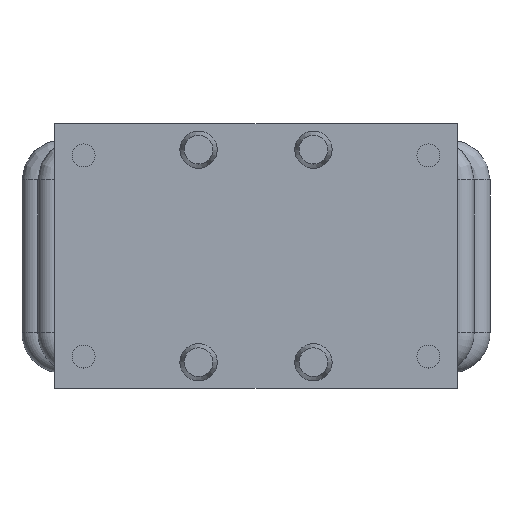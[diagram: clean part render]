
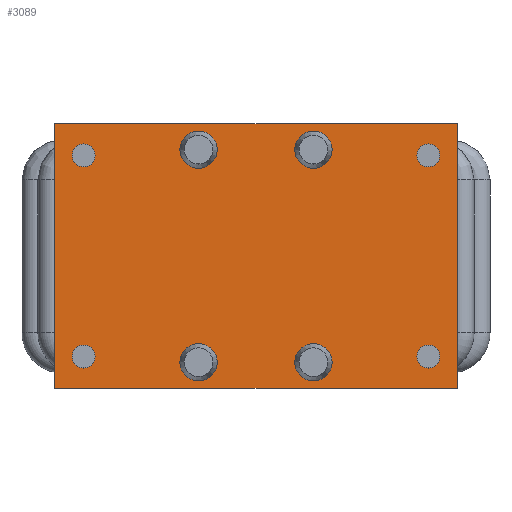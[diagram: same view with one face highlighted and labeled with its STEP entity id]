
A CAD part, top view. The second image highlights one B-rep face of the part: STEP entity #3089.
In plain terms, the highlighted planar face has unit normal (0, 0, 1).
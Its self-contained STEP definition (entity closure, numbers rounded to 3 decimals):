
#317=CIRCLE('',#4518,1.3);
#319=CIRCLE('',#4521,1.3);
#321=CIRCLE('',#4524,1.3);
#322=CIRCLE('',#4525,1.3);
#323=CIRCLE('',#4526,1.);
#324=CIRCLE('',#4527,1.);
#325=CIRCLE('',#4528,1.);
#326=CIRCLE('',#4529,1.);
#564=ORIENTED_EDGE('',*,*,#1300,.F.);
#565=ORIENTED_EDGE('',*,*,#1301,.F.);
#566=ORIENTED_EDGE('',*,*,#1292,.T.);
#567=ORIENTED_EDGE('',*,*,#1302,.F.);
#568=ORIENTED_EDGE('',*,*,#1303,.F.);
#569=ORIENTED_EDGE('',*,*,#1304,.F.);
#570=ORIENTED_EDGE('',*,*,#1305,.T.);
#571=ORIENTED_EDGE('',*,*,#1306,.T.);
#572=ORIENTED_EDGE('',*,*,#1307,.T.);
#573=ORIENTED_EDGE('',*,*,#1308,.T.);
#574=ORIENTED_EDGE('',*,*,#1309,.F.);
#575=ORIENTED_EDGE('',*,*,#1296,.T.);
#1292=EDGE_CURVE('',#1661,#1661,#317,.T.);
#1296=EDGE_CURVE('',#1664,#1664,#319,.T.);
#1300=EDGE_CURVE('',#1667,#1667,#321,.T.);
#1301=EDGE_CURVE('',#1668,#1668,#322,.T.);
#1302=EDGE_CURVE('',#1669,#1669,#323,.T.);
#1303=EDGE_CURVE('',#1670,#1670,#324,.T.);
#1304=EDGE_CURVE('',#1671,#1671,#325,.T.);
#1305=EDGE_CURVE('',#1672,#1673,#1966,.T.);
#1306=EDGE_CURVE('',#1673,#1674,#1967,.T.);
#1307=EDGE_CURVE('',#1674,#1675,#1968,.T.);
#1308=EDGE_CURVE('',#1675,#1672,#1969,.T.);
#1309=EDGE_CURVE('',#1676,#1676,#326,.T.);
#1661=VERTEX_POINT('',#5903);
#1664=VERTEX_POINT('',#5911);
#1667=VERTEX_POINT('',#5919);
#1668=VERTEX_POINT('',#5921);
#1669=VERTEX_POINT('',#5923);
#1670=VERTEX_POINT('',#5925);
#1671=VERTEX_POINT('',#5927);
#1672=VERTEX_POINT('',#5929);
#1673=VERTEX_POINT('',#5930);
#1674=VERTEX_POINT('',#5932);
#1675=VERTEX_POINT('',#5934);
#1676=VERTEX_POINT('',#5937);
#1966=LINE('',#5928,#2052);
#1967=LINE('',#5931,#2053);
#1968=LINE('',#5933,#2054);
#1969=LINE('',#5935,#2055);
#2052=VECTOR('',#4993,1000.);
#2053=VECTOR('',#4994,1000.);
#2054=VECTOR('',#4995,1000.);
#2055=VECTOR('',#4996,1000.);
#2116=EDGE_LOOP('',(#564));
#2117=EDGE_LOOP('',(#565));
#2118=EDGE_LOOP('',(#566));
#2119=EDGE_LOOP('',(#567));
#2120=EDGE_LOOP('',(#568));
#2121=EDGE_LOOP('',(#569));
#2122=EDGE_LOOP('',(#570,#571,#572,#573));
#2123=EDGE_LOOP('',(#574));
#2124=EDGE_LOOP('',(#575));
#2580=FACE_BOUND('',#2116,.T.);
#2581=FACE_BOUND('',#2117,.T.);
#2582=FACE_BOUND('',#2118,.T.);
#2583=FACE_BOUND('',#2119,.T.);
#2584=FACE_BOUND('',#2120,.T.);
#2585=FACE_BOUND('',#2121,.T.);
#2586=FACE_BOUND('',#2122,.T.);
#2587=FACE_BOUND('',#2123,.T.);
#2588=FACE_BOUND('',#2124,.T.);
#3039=PLANE('',#4523);
#3089=ADVANCED_FACE('',(#2580,#2581,#2582,#2583,#2584,#2585,#2586,#2587,
#2588),#3039,.T.);
#4518=AXIS2_PLACEMENT_3D('',#5902,#4967,#4968);
#4521=AXIS2_PLACEMENT_3D('',#5910,#4975,#4976);
#4523=AXIS2_PLACEMENT_3D('',#5917,#4981,#4982);
#4524=AXIS2_PLACEMENT_3D('',#5918,#4983,#4984);
#4525=AXIS2_PLACEMENT_3D('',#5920,#4985,#4986);
#4526=AXIS2_PLACEMENT_3D('',#5922,#4987,#4988);
#4527=AXIS2_PLACEMENT_3D('',#5924,#4989,#4990);
#4528=AXIS2_PLACEMENT_3D('',#5926,#4991,#4992);
#4529=AXIS2_PLACEMENT_3D('',#5936,#4997,#4998);
#4967=DIRECTION('',(0.,0.,-1.));
#4968=DIRECTION('',(0.,1.,0.));
#4975=DIRECTION('',(0.,0.,-1.));
#4976=DIRECTION('',(0.,1.,0.));
#4981=DIRECTION('',(0.,0.,1.));
#4982=DIRECTION('',(1.,0.,0.));
#4983=DIRECTION('',(0.,0.,1.));
#4984=DIRECTION('',(0.,1.,0.));
#4985=DIRECTION('',(0.,0.,1.));
#4986=DIRECTION('',(0.,1.,0.));
#4987=DIRECTION('',(0.,0.,1.));
#4988=DIRECTION('',(0.,1.,0.));
#4989=DIRECTION('',(0.,0.,1.));
#4990=DIRECTION('',(1.,0.,0.));
#4991=DIRECTION('',(0.,0.,1.));
#4992=DIRECTION('',(1.,0.,0.));
#4993=DIRECTION('',(0.,-1.,0.));
#4994=DIRECTION('',(1.,0.,0.));
#4995=DIRECTION('',(0.,1.,0.));
#4996=DIRECTION('',(-1.,0.,0.));
#4997=DIRECTION('',(0.,0.,1.));
#4998=DIRECTION('',(0.,1.,0.));
#5902=CARTESIAN_POINT('',(-5.,-9.25,3.));
#5903=CARTESIAN_POINT('',(-5.,-7.95,3.));
#5910=CARTESIAN_POINT('',(5.,9.25,3.));
#5911=CARTESIAN_POINT('',(5.,10.55,3.));
#5917=CARTESIAN_POINT('',(-17.5,-11.5,3.));
#5918=CARTESIAN_POINT('',(-5.,9.25,3.));
#5919=CARTESIAN_POINT('',(-5.,10.55,3.));
#5920=CARTESIAN_POINT('',(5.,-9.25,3.));
#5921=CARTESIAN_POINT('',(5.,-7.95,3.));
#5922=CARTESIAN_POINT('',(15.,8.75,3.));
#5923=CARTESIAN_POINT('',(15.,9.75,3.));
#5924=CARTESIAN_POINT('',(15.,-8.75,3.));
#5925=CARTESIAN_POINT('',(16.,-8.75,3.));
#5926=CARTESIAN_POINT('',(-15.,8.75,3.));
#5927=CARTESIAN_POINT('',(-14.,8.75,3.));
#5928=CARTESIAN_POINT('',(-17.5,11.5,3.));
#5929=CARTESIAN_POINT('',(-17.5,11.5,3.));
#5930=CARTESIAN_POINT('',(-17.5,-11.5,3.));
#5931=CARTESIAN_POINT('',(-17.5,-11.5,3.));
#5932=CARTESIAN_POINT('',(17.5,-11.5,3.));
#5933=CARTESIAN_POINT('',(17.5,-11.5,3.));
#5934=CARTESIAN_POINT('',(17.5,11.5,3.));
#5935=CARTESIAN_POINT('',(17.5,11.5,3.));
#5936=CARTESIAN_POINT('',(-15.,-8.75,3.));
#5937=CARTESIAN_POINT('',(-15.,-7.75,3.));
